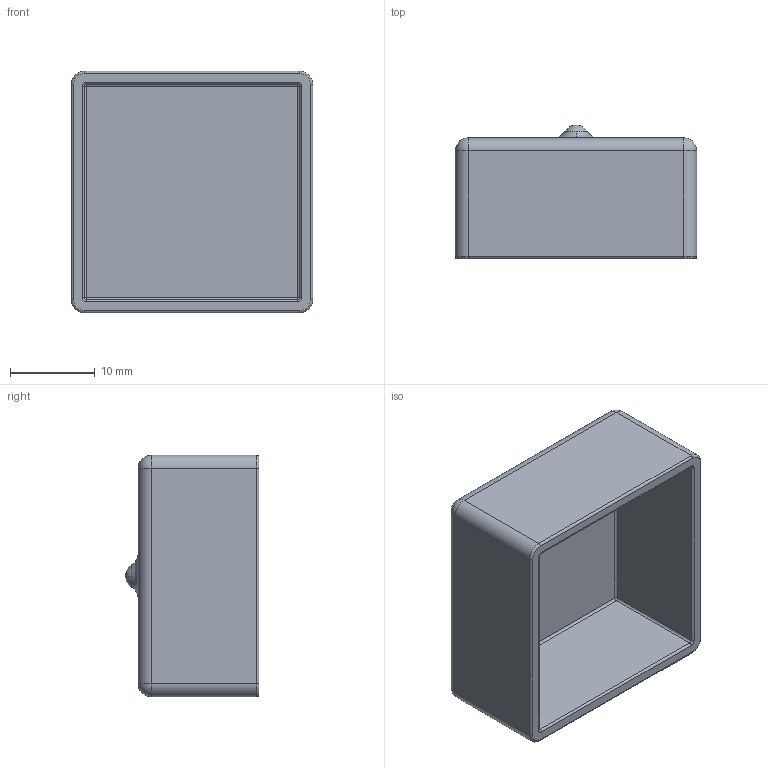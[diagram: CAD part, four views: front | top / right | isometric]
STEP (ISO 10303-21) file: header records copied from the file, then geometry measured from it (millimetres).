
FILE_DESCRIPTION (( 'STEP AP214' ), '1' );
FILE_NAME ('am-4305 Power Shot Peanut Cap.STEP', '2020-09-22T15:50:17', ( '' ), ( '' ), 'SwSTEP 2.0', 'SolidWorks 2019', '' );
FILE_SCHEMA (( 'AUTOMOTIVE_DESIGN' ));
Length unit declared in the file: inch
Products named in the file (2): am-4305 Power Shot Peanut Cap
Bounding box: 28.45 x 15.75 x 28.45 mm (x, y, z)
Volume: 3243.7 mm3; surface area: 4377.4 mm2
Topology: 1 solids, 1 shells, 55 faces, 122 edges, 63 vertices
Faces by surface type: cylinder 24, plane 11, torus 10, sphere 10
Entity records: 1497 total; most frequent: DIRECTION 294, CARTESIAN_POINT 234, ORIENTED_EDGE 228, AXIS2_PLACEMENT_3D 123, EDGE_CURVE 114, CIRCLE 66, VERTEX_POINT 63, EDGE_LOOP 57
